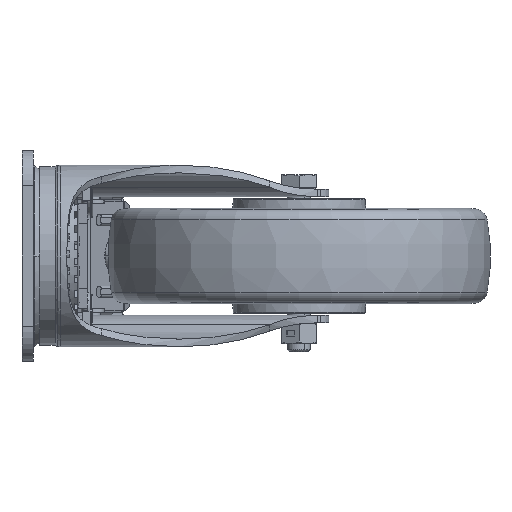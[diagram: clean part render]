
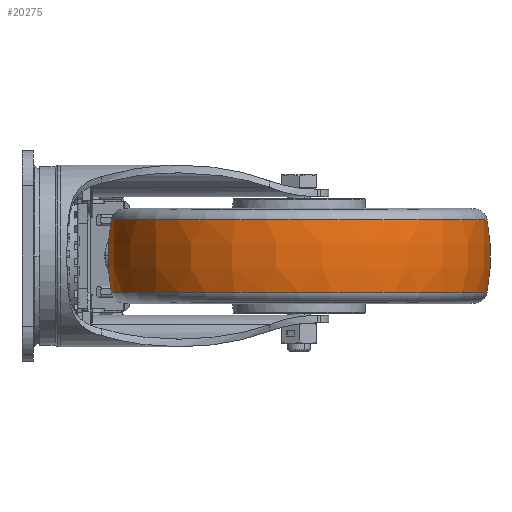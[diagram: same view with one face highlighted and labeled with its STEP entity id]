
A CAD part, left-side view. The second image highlights one B-rep face of the part: STEP entity #20275.
In plain terms, the highlighted toroidal (fillet/blend) face has major radius 10 mm and minor radius 110 mm.
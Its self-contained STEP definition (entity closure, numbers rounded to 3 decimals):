
#1104 = CARTESIAN_POINT ( 'NONE',  ( 60.007, -243.372, -18.854 ) ) ;
#1401 = VERTEX_POINT ( 'NONE', #9400 ) ;
#2040 = EDGE_CURVE ( 'NONE', #25994, #23055, #14939, .T. ) ;
#2065 = CARTESIAN_POINT ( 'NONE',  ( 60., -145., 18.854 ) ) ;
#2295 = CARTESIAN_POINT ( 'NONE',  ( 60.007, -243.372, 18.854 ) ) ;
#5008 = FACE_OUTER_BOUND ( 'NONE', #8417, .T. ) ;
#5138 = AXIS2_PLACEMENT_3D ( 'NONE', #11085, #32410, #14167 ) ;
#5141 = DIRECTION ( 'NONE',  ( 0., 1., 0. ) ) ;
#6850 = DIRECTION ( 'NONE',  ( 0., 1., 0. ) ) ;
#7310 = CARTESIAN_POINT ( 'NONE',  ( 60.001, -155., 0. ) ) ;
#8414 = ORIENTED_EDGE ( 'NONE', *, *, #14817, .F. ) ;
#8417 = EDGE_LOOP ( 'NONE', ( #16903, #16768, #16563, #8414 ) ) ;
#9400 = CARTESIAN_POINT ( 'NONE',  ( 59.993, -46.627, 18.854 ) ) ;
#9994 = AXIS2_PLACEMENT_3D ( 'NONE', #2065, #23434, #5141 ) ;
#10386 = DIRECTION ( 'NONE',  ( 0., -1., 0. ) ) ;
#11085 = CARTESIAN_POINT ( 'NONE',  ( 60., -145., -18.854 ) ) ;
#11279 = CIRCLE ( 'NONE', #9994, 98.372 ) ;
#11722 = DIRECTION ( 'NONE',  ( 1., 0., 0. ) ) ;
#13345 = VERTEX_POINT ( 'NONE', #30072 ) ;
#14167 = DIRECTION ( 'NONE',  ( 0., 1., 0. ) ) ;
#14817 = EDGE_CURVE ( 'NONE', #23055, #13345, #38004, .T. ) ;
#14939 = CIRCLE ( 'NONE', #20605, 110. ) ;
#16563 = ORIENTED_EDGE ( 'NONE', *, *, #22325, .T. ) ;
#16768 = ORIENTED_EDGE ( 'NONE', *, *, #28951, .T. ) ;
#16903 = ORIENTED_EDGE ( 'NONE', *, *, #2040, .F. ) ;
#18116 = CIRCLE ( 'NONE', #21229, 110. ) ;
#18896 = CARTESIAN_POINT ( 'NONE',  ( 60., -145., 0. ) ) ;
#20275 = ADVANCED_FACE ( 'NONE', ( #5008 ), #33581, .T. ) ;
#20605 = AXIS2_PLACEMENT_3D ( 'NONE', #29993, #11722, #33012 ) ;
#21229 = AXIS2_PLACEMENT_3D ( 'NONE', #7310, #28675, #10386 ) ;
#22325 = EDGE_CURVE ( 'NONE', #1401, #13345, #18116, .T. ) ;
#23055 = VERTEX_POINT ( 'NONE', #1104 ) ;
#23268 = AXIS2_PLACEMENT_3D ( 'NONE', #18896, #25169, #6850 ) ;
#23434 = DIRECTION ( 'NONE',  ( 0., 0., -1. ) ) ;
#25169 = DIRECTION ( 'NONE',  ( 0., 0., -1. ) ) ;
#25994 = VERTEX_POINT ( 'NONE', #2295 ) ;
#28675 = DIRECTION ( 'NONE',  ( -1., 0., 0. ) ) ;
#28951 = EDGE_CURVE ( 'NONE', #25994, #1401, #11279, .T. ) ;
#29993 = CARTESIAN_POINT ( 'NONE',  ( 59.999, -135., 0. ) ) ;
#30072 = CARTESIAN_POINT ( 'NONE',  ( 59.993, -46.627, -18.854 ) ) ;
#32410 = DIRECTION ( 'NONE',  ( 0., 0., -1. ) ) ;
#33012 = DIRECTION ( 'NONE',  ( 0., 1., 0. ) ) ;
#33581 = TOROIDAL_SURFACE ( 'NONE', #23268, -10., 110. ) ;
#38004 = CIRCLE ( 'NONE', #5138, 98.372 ) ;
